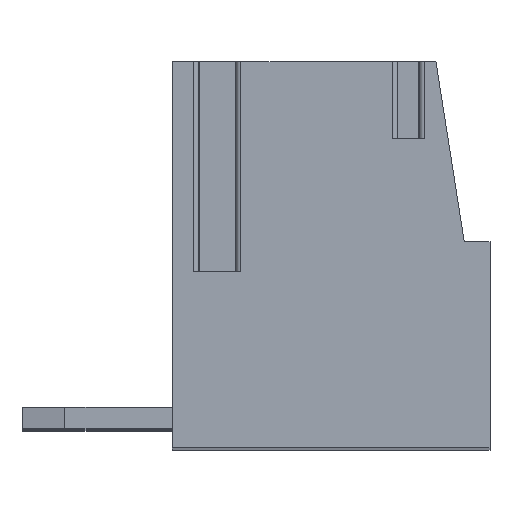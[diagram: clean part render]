
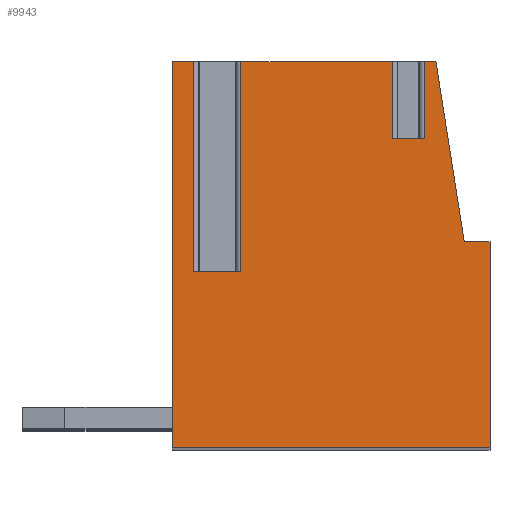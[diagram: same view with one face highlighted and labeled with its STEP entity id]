
A CAD part, top view. The second image highlights one B-rep face of the part: STEP entity #9943.
In plain terms, the highlighted planar face has unit normal (0, 0, 1).
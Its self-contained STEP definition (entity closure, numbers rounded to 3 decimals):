
#3185=DIRECTION('',(0.,1.,0.));
#3186=VECTOR('',#3185,1.8);
#3187=CARTESIAN_POINT('',(1.436,2.4,1.905));
#3188=LINE('',#3187,#3186);
#3189=DIRECTION('',(0.,1.,0.));
#3190=VECTOR('',#3189,1.8);
#3191=CARTESIAN_POINT('',(2.164,2.4,1.905));
#3192=LINE('',#3191,#3190);
#3193=DIRECTION('',(-1.,0.,0.));
#3194=VECTOR('',#3193,0.276);
#3195=CARTESIAN_POINT('',(2.44,4.2,1.905));
#3196=LINE('',#3195,#3194);
#3197=DIRECTION('',(-0.155,0.988,0.));
#3198=VECTOR('',#3197,4.252);
#3199=CARTESIAN_POINT('',(3.1,0.,1.905));
#3200=LINE('',#3199,#3198);
#3201=DIRECTION('',(-1.,0.,0.));
#3202=VECTOR('',#3201,0.6);
#3203=CARTESIAN_POINT('',(3.7,0.,1.905));
#3204=LINE('',#3203,#3202);
#3205=DIRECTION('',(0.,1.,0.));
#3206=VECTOR('',#3205,4.8);
#3207=CARTESIAN_POINT('',(3.7,-4.8,1.905));
#3208=LINE('',#3207,#3206);
#3209=DIRECTION('',(1.,0.,0.));
#3210=VECTOR('',#3209,7.4);
#3211=CARTESIAN_POINT('',(-3.7,-4.8,1.905));
#3212=LINE('',#3211,#3210);
#3213=DIRECTION('',(0.,-1.,0.));
#3214=VECTOR('',#3213,9.);
#3215=CARTESIAN_POINT('',(-3.7,4.2,1.905));
#3216=LINE('',#3215,#3214);
#3217=DIRECTION('',(-1.,0.,0.));
#3218=VECTOR('',#3217,0.504);
#3219=CARTESIAN_POINT('',(-3.196,4.2,1.905));
#3220=LINE('',#3219,#3218);
#3221=DIRECTION('',(0.,1.,0.));
#3222=VECTOR('',#3221,4.9);
#3223=CARTESIAN_POINT('',(-3.196,-0.7,1.905));
#3224=LINE('',#3223,#3222);
#3225=DIRECTION('',(-1.,0.,0.));
#3226=VECTOR('',#3225,1.093);
#3227=CARTESIAN_POINT('',(-2.104,-0.7,1.905));
#3228=LINE('',#3227,#3226);
#3229=DIRECTION('',(0.,1.,0.));
#3230=VECTOR('',#3229,4.9);
#3231=CARTESIAN_POINT('',(-2.104,-0.7,1.905));
#3232=LINE('',#3231,#3230);
#3233=DIRECTION('',(-1.,0.,0.));
#3234=VECTOR('',#3233,3.54);
#3235=CARTESIAN_POINT('',(1.436,4.2,1.905));
#3236=LINE('',#3235,#3234);
#3246=DIRECTION('',(1.,0.,0.));
#3247=VECTOR('',#3246,0.728);
#3248=CARTESIAN_POINT('',(1.436,2.4,1.905));
#3249=LINE('',#3248,#3247);
#4205=CARTESIAN_POINT('',(3.7,0.,1.905));
#4206=CARTESIAN_POINT('',(3.1,0.,1.905));
#4207=VERTEX_POINT('',#4205);
#4208=VERTEX_POINT('',#4206);
#4209=CARTESIAN_POINT('',(2.44,4.2,1.905));
#4210=VERTEX_POINT('',#4209);
#4211=CARTESIAN_POINT('',(-3.7,4.2,1.905));
#4212=CARTESIAN_POINT('',(-3.7,-4.8,1.905));
#4213=VERTEX_POINT('',#4211);
#4214=VERTEX_POINT('',#4212);
#4215=CARTESIAN_POINT('',(3.7,-4.8,1.905));
#4216=VERTEX_POINT('',#4215);
#4249=CARTESIAN_POINT('',(-2.104,-0.7,1.905));
#4250=CARTESIAN_POINT('',(-3.196,-0.7,1.905));
#4251=VERTEX_POINT('',#4249);
#4252=VERTEX_POINT('',#4250);
#4253=CARTESIAN_POINT('',(-3.196,4.2,1.905));
#4254=VERTEX_POINT('',#4253);
#4255=CARTESIAN_POINT('',(-2.104,4.2,1.905));
#4256=VERTEX_POINT('',#4255);
#4261=CARTESIAN_POINT('',(1.436,4.2,1.905));
#4262=VERTEX_POINT('',#4261);
#4264=CARTESIAN_POINT('',(2.164,4.2,1.905));
#4266=VERTEX_POINT('',#4264);
#4329=CARTESIAN_POINT('',(1.436,2.4,1.905));
#4330=VERTEX_POINT('',#4329);
#4332=CARTESIAN_POINT('',(2.164,2.4,1.905));
#4334=VERTEX_POINT('',#4332);
#9912=CARTESIAN_POINT('',(0.,0.,1.905));
#9913=DIRECTION('',(0.,0.,1.));
#9914=DIRECTION('',(1.,0.,0.));
#9915=AXIS2_PLACEMENT_3D('',#9912,#9913,#9914);
#9916=PLANE('',#9915);
#9918=ORIENTED_EDGE('',*,*,#9917,.F.);
#9920=ORIENTED_EDGE('',*,*,#9919,.T.);
#9922=ORIENTED_EDGE('',*,*,#9921,.T.);
#9923=ORIENTED_EDGE('',*,*,#5554,.F.);
#9925=ORIENTED_EDGE('',*,*,#9924,.F.);
#9927=ORIENTED_EDGE('',*,*,#9926,.F.);
#9929=ORIENTED_EDGE('',*,*,#9928,.F.);
#9931=ORIENTED_EDGE('',*,*,#9930,.F.);
#9932=ORIENTED_EDGE('',*,*,#8512,.F.);
#9933=ORIENTED_EDGE('',*,*,#5578,.F.);
#9935=ORIENTED_EDGE('',*,*,#9934,.F.);
#9937=ORIENTED_EDGE('',*,*,#9936,.F.);
#9939=ORIENTED_EDGE('',*,*,#9938,.T.);
#9940=ORIENTED_EDGE('',*,*,#5566,.F.);
#9941=EDGE_LOOP('',(#9918,#9920,#9922,#9923,#9925,#9927,#9929,#9931,#9932,#9933,
#9935,#9937,#9939,#9940));
#9942=FACE_OUTER_BOUND('',#9941,.F.);
#5554=EDGE_CURVE('',#4210,#4266,#3196,.T.);
#5566=EDGE_CURVE('',#4262,#4256,#3236,.T.);
#5578=EDGE_CURVE('',#4254,#4213,#3220,.T.);
#8512=EDGE_CURVE('',#4213,#4214,#3216,.T.);
#9917=EDGE_CURVE('',#4330,#4262,#3188,.T.);
#9919=EDGE_CURVE('',#4330,#4334,#3249,.T.);
#9921=EDGE_CURVE('',#4334,#4266,#3192,.T.);
#9924=EDGE_CURVE('',#4208,#4210,#3200,.T.);
#9926=EDGE_CURVE('',#4207,#4208,#3204,.T.);
#9928=EDGE_CURVE('',#4216,#4207,#3208,.T.);
#9930=EDGE_CURVE('',#4214,#4216,#3212,.T.);
#9934=EDGE_CURVE('',#4252,#4254,#3224,.T.);
#9936=EDGE_CURVE('',#4251,#4252,#3228,.T.);
#9938=EDGE_CURVE('',#4251,#4256,#3232,.T.);
#9943=ADVANCED_FACE('',(#9942),#9916,.T.);
